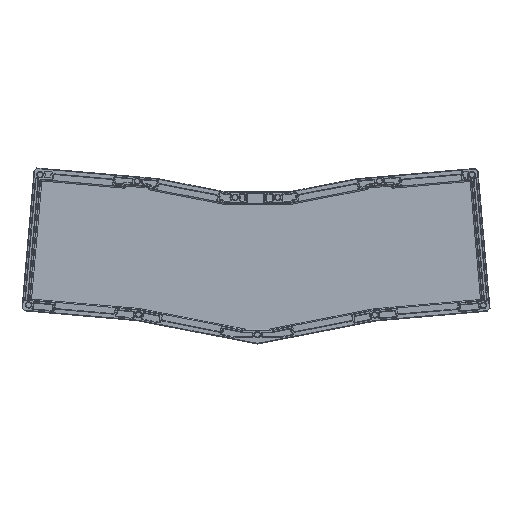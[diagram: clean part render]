
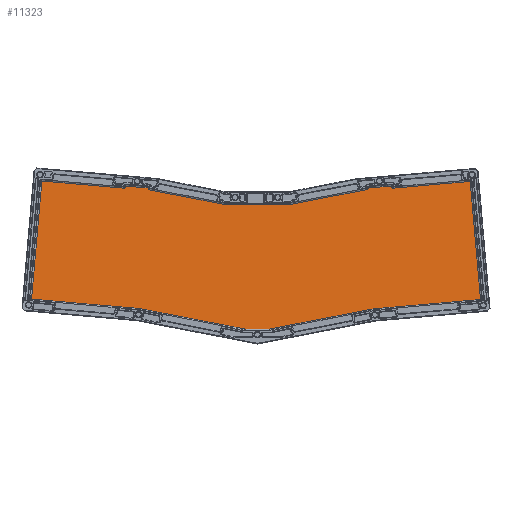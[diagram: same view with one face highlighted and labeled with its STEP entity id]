
A CAD part, top view. The second image highlights one B-rep face of the part: STEP entity #11323.
In plain terms, the highlighted planar face has unit normal (0, 0.07, 0.998).
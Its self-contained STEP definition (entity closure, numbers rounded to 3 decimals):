
#207=ELLIPSE('',#12210,1.504,1.5);
#213=ELLIPSE('',#12235,1.504,1.5);
#214=ELLIPSE('',#12242,1.504,1.5);
#219=ELLIPSE('',#12253,1.504,1.5);
#1095=FACE_OUTER_BOUND('',#1850,.T.);
#1850=EDGE_LOOP('',(#8063,#8064,#8065,#8066,#8067,#8068,#8069,#8070,#8071,
#8072,#8073,#8074,#8075,#8076,#8077,#8078,#8079,#8080,#8081,#8082));
#2689=LINE('',#17780,#3812);
#2690=LINE('',#17786,#3813);
#2693=LINE('',#17829,#3816);
#2694=LINE('',#17834,#3817);
#2697=LINE('',#17845,#3820);
#2700=LINE('',#17853,#3823);
#2703=LINE('',#17861,#3826);
#2706=LINE('',#17869,#3829);
#2708=LINE('',#17874,#3831);
#2710=LINE('',#17882,#3833);
#2713=LINE('',#17894,#3836);
#2715=LINE('',#17934,#3838);
#2717=LINE('',#17942,#3840);
#2719=LINE('',#17984,#3842);
#2720=LINE('',#17988,#3843);
#2724=LINE('',#17998,#3847);
#3812=VECTOR('',#13880,10.);
#3813=VECTOR('',#13885,10.);
#3816=VECTOR('',#13900,10.);
#3817=VECTOR('',#13905,10.);
#3820=VECTOR('',#13914,10.);
#3823=VECTOR('',#13921,10.);
#3826=VECTOR('',#13928,10.);
#3829=VECTOR('',#13935,10.);
#3831=VECTOR('',#13941,10.);
#3833=VECTOR('',#13949,10.);
#3836=VECTOR('',#13960,10.);
#3838=VECTOR('',#13972,10.);
#3840=VECTOR('',#13980,10.);
#3842=VECTOR('',#13992,10.);
#3843=VECTOR('',#13997,10.);
#3847=VECTOR('',#14005,10.);
#5111=VERTEX_POINT('',#17773);
#5114=VERTEX_POINT('',#17778);
#5116=VERTEX_POINT('',#17783);
#5117=VERTEX_POINT('',#17785);
#5119=VERTEX_POINT('',#17820);
#5123=VERTEX_POINT('',#17832);
#5127=VERTEX_POINT('',#17842);
#5128=VERTEX_POINT('',#17844);
#5131=VERTEX_POINT('',#17852);
#5134=VERTEX_POINT('',#17860);
#5137=VERTEX_POINT('',#17868);
#5141=VERTEX_POINT('',#17880);
#5143=VERTEX_POINT('',#17887);
#5146=VERTEX_POINT('',#17892);
#5147=VERTEX_POINT('',#17925);
#5152=VERTEX_POINT('',#17940);
#5154=VERTEX_POINT('',#17975);
#5157=VERTEX_POINT('',#17983);
#5158=VERTEX_POINT('',#17987);
#5162=VERTEX_POINT('',#17997);
#6149=EDGE_CURVE('',#5114,#5111,#2689,.T.);
#6151=EDGE_CURVE('',#5116,#5117,#2690,.T.);
#6156=EDGE_CURVE('',#5117,#5119,#207,.T.);
#6159=EDGE_CURVE('',#5119,#5114,#2693,.T.);
#6161=EDGE_CURVE('',#5123,#5116,#2694,.T.);
#6166=EDGE_CURVE('',#5127,#5128,#2697,.T.);
#6170=EDGE_CURVE('',#5128,#5131,#2700,.T.);
#6174=EDGE_CURVE('',#5131,#5134,#2703,.T.);
#6178=EDGE_CURVE('',#5134,#5137,#2706,.T.);
#6181=EDGE_CURVE('',#5137,#5123,#2708,.T.);
#6185=EDGE_CURVE('',#5141,#5127,#2710,.T.);
#6191=EDGE_CURVE('',#5146,#5143,#2713,.T.);
#6194=EDGE_CURVE('',#5143,#5147,#213,.T.);
#6197=EDGE_CURVE('',#5147,#5141,#2715,.T.);
#6201=EDGE_CURVE('',#5152,#5146,#2717,.T.);
#6203=EDGE_CURVE('',#5111,#5154,#214,.T.);
#6207=EDGE_CURVE('',#5154,#5157,#2719,.T.);
#6209=EDGE_CURVE('',#5157,#5158,#2720,.T.);
#6214=EDGE_CURVE('',#5158,#5162,#2724,.T.);
#6219=EDGE_CURVE('',#5162,#5152,#219,.T.);
#8063=ORIENTED_EDGE('',*,*,#6191,.F.);
#8064=ORIENTED_EDGE('',*,*,#6201,.F.);
#8065=ORIENTED_EDGE('',*,*,#6219,.F.);
#8066=ORIENTED_EDGE('',*,*,#6214,.F.);
#8067=ORIENTED_EDGE('',*,*,#6209,.F.);
#8068=ORIENTED_EDGE('',*,*,#6207,.F.);
#8069=ORIENTED_EDGE('',*,*,#6203,.F.);
#8070=ORIENTED_EDGE('',*,*,#6149,.F.);
#8071=ORIENTED_EDGE('',*,*,#6159,.F.);
#8072=ORIENTED_EDGE('',*,*,#6156,.F.);
#8073=ORIENTED_EDGE('',*,*,#6151,.F.);
#8074=ORIENTED_EDGE('',*,*,#6161,.F.);
#8075=ORIENTED_EDGE('',*,*,#6181,.F.);
#8076=ORIENTED_EDGE('',*,*,#6178,.F.);
#8077=ORIENTED_EDGE('',*,*,#6174,.F.);
#8078=ORIENTED_EDGE('',*,*,#6170,.F.);
#8079=ORIENTED_EDGE('',*,*,#6166,.F.);
#8080=ORIENTED_EDGE('',*,*,#6185,.F.);
#8081=ORIENTED_EDGE('',*,*,#6197,.F.);
#8082=ORIENTED_EDGE('',*,*,#6194,.F.);
#10968=PLANE('',#12290);
#11323=ADVANCED_FACE('',(#1095),#10968,.F.);
#12210=AXIS2_PLACEMENT_3D('',#17824,#13893,#13894);
#12235=AXIS2_PLACEMENT_3D('',#17929,#13965,#13966);
#12242=AXIS2_PLACEMENT_3D('',#17976,#13983,#13984);
#12253=AXIS2_PLACEMENT_3D('',#18030,#14013,#14014);
#12290=AXIS2_PLACEMENT_3D('',#18145,#14130,#14131);
#13880=DIRECTION('',(0.996,-0.087,0.006));
#13885=DIRECTION('',(0.996,-0.087,0.006));
#13893=DIRECTION('center_axis',(0.,0.07,0.998));
#13894=DIRECTION('ref_axis',(0.,-0.998,0.07));
#13900=DIRECTION('',(0.087,0.994,-0.069));
#13905=DIRECTION('',(0.087,0.994,-0.069));
#13914=DIRECTION('',(-0.996,-0.087,0.006));
#13921=DIRECTION('',(-0.982,-0.191,0.013));
#13928=DIRECTION('',(-1.,0.,0.));
#13935=DIRECTION('',(-0.982,0.191,-0.013));
#13941=DIRECTION('',(-0.996,0.087,-0.006));
#13949=DIRECTION('',(0.087,-0.994,0.069));
#13960=DIRECTION('',(0.087,-0.994,0.069));
#13965=DIRECTION('center_axis',(0.,0.07,0.998));
#13966=DIRECTION('ref_axis',(0.,-0.998,0.07));
#13972=DIRECTION('',(0.996,0.087,-0.006));
#13980=DIRECTION('',(0.996,0.087,-0.006));
#13983=DIRECTION('center_axis',(0.,0.07,0.998));
#13984=DIRECTION('ref_axis',(0.,-0.998,0.07));
#13992=DIRECTION('',(0.982,-0.191,0.013));
#13997=DIRECTION('',(1.,0.,0.));
#14005=DIRECTION('',(0.982,0.191,-0.013));
#14013=DIRECTION('center_axis',(0.,0.07,0.998));
#14014=DIRECTION('ref_axis',(0.,-0.998,0.07));
#14130=DIRECTION('center_axis',(0.,-0.07,-0.998));
#14131=DIRECTION('ref_axis',(-1.,0.,0.));
#17773=CARTESIAN_POINT('',(49.438,21.605,-10.489));
#17778=CARTESIAN_POINT('',(31.506,23.174,-10.598));
#17780=CARTESIAN_POINT('',(85.498,18.451,-10.268));
#17783=CARTESIAN_POINT('',(-35.172,27.196,-10.879));
#17785=CARTESIAN_POINT('',(29.855,21.507,-10.482));
#17786=CARTESIAN_POINT('',(97.474,15.591,-10.068));
#17820=CARTESIAN_POINT('',(31.48,22.87,-10.577));
#17824=CARTESIAN_POINT('Origin',(29.985,23.001,-10.586));
#17829=CARTESIAN_POINT('',(29.457,-0.248,-8.96));
#17832=CARTESIAN_POINT('',(-43.4,-66.845,-4.303));
#17834=CARTESIAN_POINT('',(-37.054,5.691,-9.376));
#17842=CARTESIAN_POINT('',(314.22,-67.176,-4.28));
#17844=CARTESIAN_POINT('',(229.322,-74.605,-3.761));
#17845=CARTESIAN_POINT('',(184.631,-78.515,-3.487));
#17852=CARTESIAN_POINT('',(146.358,-90.731,-2.633));
#17853=CARTESIAN_POINT('',(146.618,-90.681,-2.637));
#17860=CARTESIAN_POINT('',(126.706,-90.731,-2.633));
#17861=CARTESIAN_POINT('',(131.01,-90.731,-2.633));
#17868=CARTESIAN_POINT('',(42.471,-74.358,-3.778));
#17869=CARTESIAN_POINT('',(83.234,-82.281,-3.224));
#17874=CARTESIAN_POINT('',(43.284,-74.429,-3.773));
#17880=CARTESIAN_POINT('',(305.992,26.864,-10.856));
#17882=CARTESIAN_POINT('',(312.04,-42.259,-6.023));
#17887=CARTESIAN_POINT('',(243.137,22.87,-10.577));
#17892=CARTESIAN_POINT('',(243.11,23.174,-10.598));
#17894=CARTESIAN_POINT('',(245.127,0.117,-8.986));
#17925=CARTESIAN_POINT('',(244.762,21.507,-10.482));
#17929=CARTESIAN_POINT('Origin',(244.631,23.001,-10.586));
#17934=CARTESIAN_POINT('',(219.283,19.278,-10.326));
#17940=CARTESIAN_POINT('',(225.121,21.6,-10.488));
#17942=CARTESIAN_POINT('',(178.241,17.499,-10.201));
#17975=CARTESIAN_POINT('',(50.651,20.117,-10.384));
#17976=CARTESIAN_POINT('Origin',(50.938,21.59,-10.487));
#17983=CARTESIAN_POINT('',(110.062,8.569,-9.577));
#17984=CARTESIAN_POINT('',(96.446,11.216,-9.762));
#17987=CARTESIAN_POINT('',(163.001,8.569,-9.577));
#17988=CARTESIAN_POINT('',(148.896,8.569,-9.577));
#17997=CARTESIAN_POINT('',(223.934,20.413,-10.405));
#17998=CARTESIAN_POINT('',(172.917,10.496,-9.712));
#18030=CARTESIAN_POINT('Origin',(223.648,21.886,-10.508));
#18145=CARTESIAN_POINT('Origin',(135.41,-31.541,-6.772));
